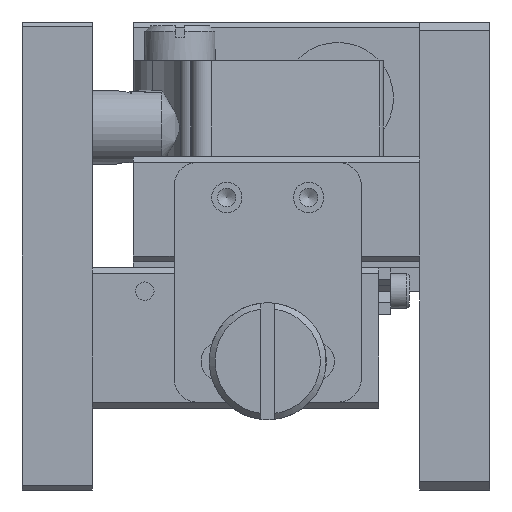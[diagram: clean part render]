
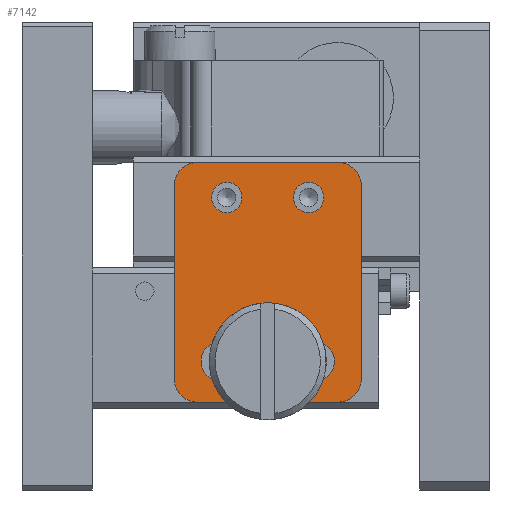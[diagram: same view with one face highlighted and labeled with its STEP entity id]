
A CAD part, left-side view. The second image highlights one B-rep face of the part: STEP entity #7142.
In plain terms, the highlighted planar face has unit normal (1, 0, 0).
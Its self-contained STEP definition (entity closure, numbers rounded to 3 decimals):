
#122 = EDGE_LOOP ( 'NONE', ( #8261 ) ) ;
#370 = FACE_BOUND ( 'NONE', #6038, .T. ) ;
#433 = EDGE_LOOP ( 'NONE', ( #9462, #9325, #2188, #6373, #5788, #1446, #3396, #6355 ) ) ;
#476 = PLANE ( 'NONE',  #8746 ) ;
#667 = CARTESIAN_POINT ( 'NONE',  ( -5.5, 13., -32.5 ) ) ;
#717 = DIRECTION ( 'NONE',  ( 1., 0., 0. ) ) ;
#722 = EDGE_CURVE ( 'NONE', #4874, #8973, #7961, .T. ) ;
#777 = LINE ( 'NONE', #6334, #8334 ) ;
#951 = VERTEX_POINT ( 'NONE', #1953 ) ;
#981 = CARTESIAN_POINT ( 'NONE',  ( -5.5, 13., -12. ) ) ;
#1053 = CIRCLE ( 'NONE', #8750, 2. ) ;
#1202 = AXIS2_PLACEMENT_3D ( 'NONE', #3450, #4414, #10006 ) ;
#1270 = DIRECTION ( 'NONE',  ( 0., -1., 0. ) ) ;
#1275 = DIRECTION ( 'NONE',  ( 1., 0., 0. ) ) ;
#1339 = VERTEX_POINT ( 'NONE', #667 ) ;
#1408 = CIRCLE ( 'NONE', #9457, 1.7 ) ;
#1446 = ORIENTED_EDGE ( 'NONE', *, *, #1595, .T. ) ;
#1572 = CARTESIAN_POINT ( 'NONE',  ( -5.5, 13., -14. ) ) ;
#1595 = EDGE_CURVE ( 'NONE', #2662, #1339, #1053, .T. ) ;
#1733 = VECTOR ( 'NONE', #4312, 1000. ) ;
#1872 = EDGE_CURVE ( 'NONE', #9064, #2662, #10165, .T. ) ;
#1928 = CIRCLE ( 'NONE', #3115, 2. ) ;
#1953 = CARTESIAN_POINT ( 'NONE',  ( -5.5, 25., -32.5 ) ) ;
#2016 = FACE_BOUND ( 'NONE', #6107, .T. ) ;
#2035 = DIRECTION ( 'NONE',  ( 0., 0., -1. ) ) ;
#2188 = ORIENTED_EDGE ( 'NONE', *, *, #722, .T. ) ;
#2195 = CARTESIAN_POINT ( 'NONE',  ( -5.5, 11., -30.5 ) ) ;
#2295 = ORIENTED_EDGE ( 'NONE', *, *, #7462, .T. ) ;
#2313 = CARTESIAN_POINT ( 'NONE',  ( -5.5, 15.5, -15. ) ) ;
#2369 = DIRECTION ( 'NONE',  ( 1., 0., 0. ) ) ;
#2470 = EDGE_CURVE ( 'NONE', #8973, #9064, #1928, .T. ) ;
#2476 = ORIENTED_EDGE ( 'NONE', *, *, #7850, .T. ) ;
#2527 = CARTESIAN_POINT ( 'NONE',  ( -5.5, 25., -32.5 ) ) ;
#2662 = VERTEX_POINT ( 'NONE', #2195 ) ;
#2908 = AXIS2_PLACEMENT_3D ( 'NONE', #5500, #8833, #10479 ) ;
#3115 = AXIS2_PLACEMENT_3D ( 'NONE', #1572, #717, #6337 ) ;
#3152 = VERTEX_POINT ( 'NONE', #7771 ) ;
#3213 = DIRECTION ( 'NONE',  ( 0., 0., -1. ) ) ;
#3279 = LINE ( 'NONE', #2527, #6063 ) ;
#3288 = VECTOR ( 'NONE', #1270, 1000. ) ;
#3396 = ORIENTED_EDGE ( 'NONE', *, *, #3905, .T. ) ;
#3404 = DIRECTION ( 'NONE',  ( -1., 0., 0. ) ) ;
#3450 = CARTESIAN_POINT ( 'NONE',  ( -5.5, 25., -14. ) ) ;
#3593 = ORIENTED_EDGE ( 'NONE', *, *, #6613, .T. ) ;
#3680 = FACE_BOUND ( 'NONE', #122, .T. ) ;
#3707 = CARTESIAN_POINT ( 'NONE',  ( -5.5, 25., -30.7 ) ) ;
#3905 = EDGE_CURVE ( 'NONE', #1339, #951, #3279, .T. ) ;
#3918 = EDGE_CURVE ( 'NONE', #951, #4336, #6755, .T. ) ;
#4117 = DIRECTION ( 'NONE',  ( 0., 0., 1. ) ) ;
#4214 = EDGE_CURVE ( 'NONE', #4604, #10053, #5308, .T. ) ;
#4299 = CARTESIAN_POINT ( 'NONE',  ( -5.5, 25., -27.3 ) ) ;
#4312 = DIRECTION ( 'NONE',  ( 0., 0., -1. ) ) ;
#4336 = VERTEX_POINT ( 'NONE', #6333 ) ;
#4414 = DIRECTION ( 'NONE',  ( 1., 0., 0. ) ) ;
#4451 = CARTESIAN_POINT ( 'NONE',  ( -5.5, 11., -14. ) ) ;
#4478 = DIRECTION ( 'NONE',  ( 0., 0., -1. ) ) ;
#4604 = VERTEX_POINT ( 'NONE', #6272 ) ;
#4636 = VECTOR ( 'NONE', #5794, 1000. ) ;
#4713 = CARTESIAN_POINT ( 'NONE',  ( -5.5, 22.5, -16.3 ) ) ;
#4874 = VERTEX_POINT ( 'NONE', #6801 ) ;
#4931 = CARTESIAN_POINT ( 'NONE',  ( -5.5, 25., -30.5 ) ) ;
#4991 = ORIENTED_EDGE ( 'NONE', *, *, #4214, .T. ) ;
#5132 = CIRCLE ( 'NONE', #5478, 1.3 ) ;
#5308 = LINE ( 'NONE', #3707, #6698 ) ;
#5389 = DIRECTION ( 'NONE',  ( -1., 0., 0. ) ) ;
#5452 = DIRECTION ( 'NONE',  ( -1., 0., 0. ) ) ;
#5478 = AXIS2_PLACEMENT_3D ( 'NONE', #2313, #3404, #3213 ) ;
#5500 = CARTESIAN_POINT ( 'NONE',  ( -5.5, 22.5, -15. ) ) ;
#5583 = ORIENTED_EDGE ( 'NONE', *, *, #9169, .T. ) ;
#5638 = CIRCLE ( 'NONE', #1202, 2. ) ;
#5652 = AXIS2_PLACEMENT_3D ( 'NONE', #9317, #5389, #10208 ) ;
#5788 = ORIENTED_EDGE ( 'NONE', *, *, #1872, .T. ) ;
#5794 = DIRECTION ( 'NONE',  ( 0., 1., 0. ) ) ;
#6038 = EDGE_LOOP ( 'NONE', ( #2295, #2476, #4991, #3593 ) ) ;
#6063 = VECTOR ( 'NONE', #8002, 1000. ) ;
#6107 = EDGE_LOOP ( 'NONE', ( #5583 ) ) ;
#6160 = VERTEX_POINT ( 'NONE', #4713 ) ;
#6272 = CARTESIAN_POINT ( 'NONE',  ( -5.5, 23., -30.7 ) ) ;
#6333 = CARTESIAN_POINT ( 'NONE',  ( -5.5, 27., -30.5 ) ) ;
#6334 = CARTESIAN_POINT ( 'NONE',  ( -5.5, 27., -14. ) ) ;
#6337 = DIRECTION ( 'NONE',  ( 0., 0., -1. ) ) ;
#6355 = ORIENTED_EDGE ( 'NONE', *, *, #3918, .T. ) ;
#6373 = ORIENTED_EDGE ( 'NONE', *, *, #2470, .T. ) ;
#6403 = DIRECTION ( 'NONE',  ( 0., 0., -1. ) ) ;
#6408 = EDGE_CURVE ( 'NONE', #6160, #6160, #9076, .T. ) ;
#6613 = EDGE_CURVE ( 'NONE', #10053, #8836, #8228, .T. ) ;
#6698 = VECTOR ( 'NONE', #10397, 1000. ) ;
#6755 = CIRCLE ( 'NONE', #8120, 2. ) ;
#6791 = CARTESIAN_POINT ( 'NONE',  ( -5.5, 11., -14. ) ) ;
#6801 = CARTESIAN_POINT ( 'NONE',  ( -5.5, 25., -12. ) ) ;
#6854 = CARTESIAN_POINT ( 'NONE',  ( -5.5, 15.5, -16.3 ) ) ;
#6895 = CARTESIAN_POINT ( 'NONE',  ( -5.5, 25., -12. ) ) ;
#7110 = CARTESIAN_POINT ( 'NONE',  ( -5.5, 25., -14. ) ) ;
#7142 = ADVANCED_FACE ( 'NONE', ( #9369, #370, #2016, #3680 ), #476, .T. ) ;
#7156 = CARTESIAN_POINT ( 'NONE',  ( -5.5, 23., -27.3 ) ) ;
#7197 = CARTESIAN_POINT ( 'NONE',  ( -5.5, 15., -27.3 ) ) ;
#7271 = VERTEX_POINT ( 'NONE', #7156 ) ;
#7310 = CARTESIAN_POINT ( 'NONE',  ( -5.5, 15., -30.7 ) ) ;
#7462 = EDGE_CURVE ( 'NONE', #8836, #7271, #8218, .T. ) ;
#7771 = CARTESIAN_POINT ( 'NONE',  ( -5.5, 27., -14. ) ) ;
#7850 = EDGE_CURVE ( 'NONE', #7271, #4604, #1408, .T. ) ;
#7875 = CARTESIAN_POINT ( 'NONE',  ( -5.5, 13., -30.5 ) ) ;
#7961 = LINE ( 'NONE', #6895, #3288 ) ;
#8002 = DIRECTION ( 'NONE',  ( 0., 1., 0. ) ) ;
#8120 = AXIS2_PLACEMENT_3D ( 'NONE', #4931, #2369, #6403 ) ;
#8218 = LINE ( 'NONE', #4299, #4636 ) ;
#8228 = CIRCLE ( 'NONE', #5652, 1.7 ) ;
#8261 = ORIENTED_EDGE ( 'NONE', *, *, #6408, .T. ) ;
#8334 = VECTOR ( 'NONE', #4117, 1000. ) ;
#8482 = DIRECTION ( 'NONE',  ( 1., 0., 0. ) ) ;
#8680 = CARTESIAN_POINT ( 'NONE',  ( -5.5, 23., -29. ) ) ;
#8725 = DIRECTION ( 'NONE',  ( 0., 0., -1. ) ) ;
#8746 = AXIS2_PLACEMENT_3D ( 'NONE', #7110, #1275, #4478 ) ;
#8750 = AXIS2_PLACEMENT_3D ( 'NONE', #7875, #8482, #2035 ) ;
#8833 = DIRECTION ( 'NONE',  ( -1., 0., 0. ) ) ;
#8836 = VERTEX_POINT ( 'NONE', #7197 ) ;
#8973 = VERTEX_POINT ( 'NONE', #981 ) ;
#9064 = VERTEX_POINT ( 'NONE', #4451 ) ;
#9076 = CIRCLE ( 'NONE', #2908, 1.3 ) ;
#9169 = EDGE_CURVE ( 'NONE', #10022, #10022, #5132, .T. ) ;
#9317 = CARTESIAN_POINT ( 'NONE',  ( -5.5, 15., -29. ) ) ;
#9325 = ORIENTED_EDGE ( 'NONE', *, *, #9763, .T. ) ;
#9369 = FACE_OUTER_BOUND ( 'NONE', #433, .T. ) ;
#9457 = AXIS2_PLACEMENT_3D ( 'NONE', #8680, #5452, #8725 ) ;
#9462 = ORIENTED_EDGE ( 'NONE', *, *, #10451, .T. ) ;
#9763 = EDGE_CURVE ( 'NONE', #3152, #4874, #5638, .T. ) ;
#10006 = DIRECTION ( 'NONE',  ( 0., 0., -1. ) ) ;
#10022 = VERTEX_POINT ( 'NONE', #6854 ) ;
#10053 = VERTEX_POINT ( 'NONE', #7310 ) ;
#10165 = LINE ( 'NONE', #6791, #1733 ) ;
#10208 = DIRECTION ( 'NONE',  ( 0., 0., -1. ) ) ;
#10397 = DIRECTION ( 'NONE',  ( 0., -1., 0. ) ) ;
#10451 = EDGE_CURVE ( 'NONE', #4336, #3152, #777, .T. ) ;
#10479 = DIRECTION ( 'NONE',  ( 0., 0., -1. ) ) ;
